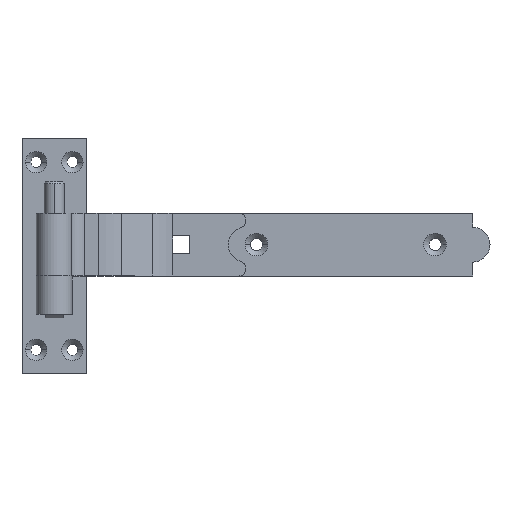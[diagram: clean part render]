
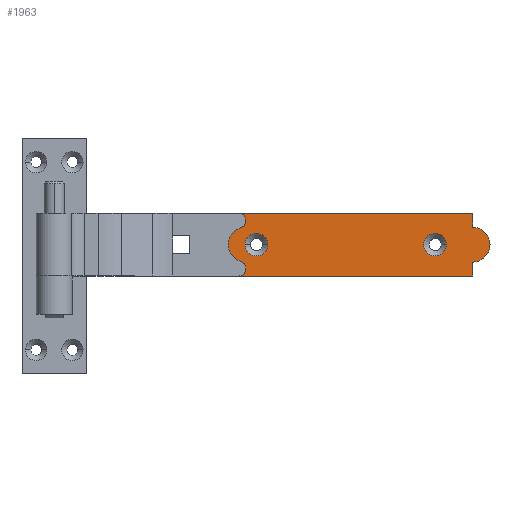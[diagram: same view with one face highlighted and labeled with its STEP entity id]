
A CAD part, top view. The second image highlights one B-rep face of the part: STEP entity #1963.
In plain terms, the highlighted planar face has unit normal (0, 0, 1).
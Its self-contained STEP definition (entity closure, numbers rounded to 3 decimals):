
#5 = ORIENTED_EDGE ( 'NONE', *, *, #2571, .T. ) ;
#75 = CARTESIAN_POINT ( 'NONE',  ( 67.856, 5., -21.25 ) ) ;
#87 = CARTESIAN_POINT ( 'NONE',  ( 116., 0., -21.25 ) ) ;
#91 = EDGE_CURVE ( 'NONE', #2826, #1233, #2850, .T. ) ;
#97 = CARTESIAN_POINT ( 'NONE',  ( 67.856, 18., -21.25 ) ) ;
#103 = VECTOR ( 'NONE', #700, 1000. ) ;
#124 = LINE ( 'NONE', #675, #852 ) ;
#125 = LINE ( 'NONE', #2048, #103 ) ;
#141 = EDGE_CURVE ( 'NONE', #2899, #1506, #2637, .T. ) ;
#154 = LINE ( 'NONE', #694, #1094 ) ;
#167 = AXIS2_PLACEMENT_3D ( 'NONE', #1632, #2731, #2969 ) ;
#206 = DIRECTION ( 'NONE',  ( 0., 0., 1. ) ) ;
#242 = CARTESIAN_POINT ( 'NONE',  ( 77.856, 5., -21.25 ) ) ;
#243 = VERTEX_POINT ( 'NONE', #2942 ) ;
#254 = LINE ( 'NONE', #1387, #3109 ) ;
#394 = VECTOR ( 'NONE', #1720, 1000. ) ;
#410 = DIRECTION ( 'NONE',  ( 0., 1., 0. ) ) ;
#501 = VERTEX_POINT ( 'NONE', #2242 ) ;
#502 = EDGE_CURVE ( 'NONE', #3221, #1959, #1193, .T. ) ;
#514 = LINE ( 'NONE', #3018, #1430 ) ;
#534 = DIRECTION ( 'NONE',  ( 0., -1., 0. ) ) ;
#625 = CARTESIAN_POINT ( 'NONE',  ( 0., -18., -21.25 ) ) ;
#663 = DIRECTION ( 'NONE',  ( -1., 0., 0. ) ) ;
#675 = CARTESIAN_POINT ( 'NONE',  ( 0., 18., -21.25 ) ) ;
#681 = CIRCLE ( 'NONE', #797, 10. ) ;
#686 = EDGE_CURVE ( 'NONE', #3462, #2848, #2616, .T. ) ;
#692 = ORIENTED_EDGE ( 'NONE', *, *, #2160, .T. ) ;
#694 = CARTESIAN_POINT ( 'NONE',  ( 0., -5., -21.25 ) ) ;
#700 = DIRECTION ( 'NONE',  ( -1., 0., 0. ) ) ;
#733 = EDGE_CURVE ( 'NONE', #2848, #1116, #125, .T. ) ;
#747 = DIRECTION ( 'NONE',  ( 1., 0., 0. ) ) ;
#788 = EDGE_LOOP ( 'NONE', ( #948, #2245, #2460, #5, #692, #1700, #2189, #2912, #2443, #2174, #2961 ) ) ;
#797 = AXIS2_PLACEMENT_3D ( 'NONE', #2298, #1173, #2575 ) ;
#815 = CARTESIAN_POINT ( 'NONE',  ( 240., -18., -21.25 ) ) ;
#816 = VERTEX_POINT ( 'NONE', #1567 ) ;
#823 = DIRECTION ( 'NONE',  ( 0., 0., -1. ) ) ;
#851 = EDGE_LOOP ( 'NONE', ( #3172, #1868 ) ) ;
#852 = VECTOR ( 'NONE', #1759, 1000. ) ;
#855 = DIRECTION ( 'NONE',  ( 0., 0., 1. ) ) ;
#865 = CARTESIAN_POINT ( 'NONE',  ( 77.856, -5., -21.25 ) ) ;
#902 = LINE ( 'NONE', #1402, #394 ) ;
#919 = VERTEX_POINT ( 'NONE', #2938 ) ;
#921 = DIRECTION ( 'NONE',  ( 0., 0., -1. ) ) ;
#948 = ORIENTED_EDGE ( 'NONE', *, *, #3163, .F. ) ;
#983 = CARTESIAN_POINT ( 'NONE',  ( 240., 18., -21.25 ) ) ;
#995 = VERTEX_POINT ( 'NONE', #97 ) ;
#1048 = FACE_BOUND ( 'NONE', #851, .T. ) ;
#1094 = VECTOR ( 'NONE', #747, 1000. ) ;
#1116 = VERTEX_POINT ( 'NONE', #75 ) ;
#1143 = VECTOR ( 'NONE', #663, 1000. ) ;
#1173 = DIRECTION ( 'NONE',  ( 0., 0., 1. ) ) ;
#1193 = CIRCLE ( 'NONE', #2386, 10. ) ;
#1233 = VERTEX_POINT ( 'NONE', #3434 ) ;
#1295 = LINE ( 'NONE', #2357, #2249 ) ;
#1304 = DIRECTION ( 'NONE',  ( 1., 0., 0. ) ) ;
#1338 = EDGE_LOOP ( 'NONE', ( #1549, #2288 ) ) ;
#1363 = EDGE_CURVE ( 'NONE', #501, #919, #2102, .T. ) ;
#1386 = EDGE_CURVE ( 'NONE', #1959, #2667, #514, .T. ) ;
#1387 = CARTESIAN_POINT ( 'NONE',  ( 67.856, 18., -21.25 ) ) ;
#1402 = CARTESIAN_POINT ( 'NONE',  ( 67.856, 18., -21.25 ) ) ;
#1408 = CARTESIAN_POINT ( 'NONE',  ( 109.5, 0., -21.25 ) ) ;
#1430 = VECTOR ( 'NONE', #3055, 1000. ) ;
#1434 = DIRECTION ( 'NONE',  ( 1., 0., 0. ) ) ;
#1438 = AXIS2_PLACEMENT_3D ( 'NONE', #87, #921, #1472 ) ;
#1472 = DIRECTION ( 'NONE',  ( 1., 0., 0. ) ) ;
#1506 = VERTEX_POINT ( 'NONE', #2506 ) ;
#1549 = ORIENTED_EDGE ( 'NONE', *, *, #1363, .T. ) ;
#1567 = CARTESIAN_POINT ( 'NONE',  ( 67.856, -5., -21.25 ) ) ;
#1632 = CARTESIAN_POINT ( 'NONE',  ( 218.5, 0., -21.25 ) ) ;
#1643 = AXIS2_PLACEMENT_3D ( 'NONE', #2935, #206, #1304 ) ;
#1661 = CIRCLE ( 'NONE', #2702, 6.5 ) ;
#1700 = ORIENTED_EDGE ( 'NONE', *, *, #502, .T. ) ;
#1720 = DIRECTION ( 'NONE',  ( 0., -1., 0. ) ) ;
#1759 = DIRECTION ( 'NONE',  ( -1., 0., 0. ) ) ;
#1775 = PLANE ( 'NONE',  #1643 ) ;
#1868 = ORIENTED_EDGE ( 'NONE', *, *, #141, .T. ) ;
#1875 = EDGE_CURVE ( 'NONE', #2667, #995, #124, .T. ) ;
#1906 = DIRECTION ( 'NONE',  ( 1., 0., 0. ) ) ;
#1959 = VERTEX_POINT ( 'NONE', #2096 ) ;
#1963 = ADVANCED_FACE ( 'NONE', ( #3205, #1048, #3440 ), #1775, .T. ) ;
#2048 = CARTESIAN_POINT ( 'NONE',  ( 0., 5., -21.25 ) ) ;
#2063 = CARTESIAN_POINT ( 'NONE',  ( 77.856, 18., -21.25 ) ) ;
#2089 = EDGE_CURVE ( 'NONE', #919, #501, #2861, .T. ) ;
#2096 = CARTESIAN_POINT ( 'NONE',  ( 240., 10., -21.25 ) ) ;
#2102 = CIRCLE ( 'NONE', #3492, 6.5 ) ;
#2127 = CARTESIAN_POINT ( 'NONE',  ( 116., 0., -21.25 ) ) ;
#2160 = EDGE_CURVE ( 'NONE', #243, #3221, #681, .T. ) ;
#2174 = ORIENTED_EDGE ( 'NONE', *, *, #733, .F. ) ;
#2189 = ORIENTED_EDGE ( 'NONE', *, *, #1386, .T. ) ;
#2201 = DIRECTION ( 'NONE',  ( 0., 0., -1. ) ) ;
#2242 = CARTESIAN_POINT ( 'NONE',  ( 225., 0., -21.25 ) ) ;
#2245 = ORIENTED_EDGE ( 'NONE', *, *, #3405, .T. ) ;
#2249 = VECTOR ( 'NONE', #2606, 1000. ) ;
#2288 = ORIENTED_EDGE ( 'NONE', *, *, #2089, .T. ) ;
#2298 = CARTESIAN_POINT ( 'NONE',  ( 240., 0., -21.25 ) ) ;
#2357 = CARTESIAN_POINT ( 'NONE',  ( 240., 0., -21.25 ) ) ;
#2386 = AXIS2_PLACEMENT_3D ( 'NONE', #3390, #855, #1434 ) ;
#2443 = ORIENTED_EDGE ( 'NONE', *, *, #3513, .T. ) ;
#2460 = ORIENTED_EDGE ( 'NONE', *, *, #91, .F. ) ;
#2506 = CARTESIAN_POINT ( 'NONE',  ( 122.5, 0., -21.25 ) ) ;
#2571 = EDGE_CURVE ( 'NONE', #2826, #243, #1295, .T. ) ;
#2575 = DIRECTION ( 'NONE',  ( 1., 0., 0. ) ) ;
#2606 = DIRECTION ( 'NONE',  ( 0., 1., 0. ) ) ;
#2616 = LINE ( 'NONE', #2063, #3027 ) ;
#2637 = CIRCLE ( 'NONE', #1438, 6.5 ) ;
#2667 = VERTEX_POINT ( 'NONE', #983 ) ;
#2702 = AXIS2_PLACEMENT_3D ( 'NONE', #2127, #2201, #3538 ) ;
#2731 = DIRECTION ( 'NONE',  ( 0., 0., -1. ) ) ;
#2826 = VERTEX_POINT ( 'NONE', #815 ) ;
#2848 = VERTEX_POINT ( 'NONE', #242 ) ;
#2850 = LINE ( 'NONE', #625, #1143 ) ;
#2861 = CIRCLE ( 'NONE', #167, 6.5 ) ;
#2899 = VERTEX_POINT ( 'NONE', #1408 ) ;
#2912 = ORIENTED_EDGE ( 'NONE', *, *, #1875, .T. ) ;
#2935 = CARTESIAN_POINT ( 'NONE',  ( 0., 18., -21.25 ) ) ;
#2938 = CARTESIAN_POINT ( 'NONE',  ( 212., 0., -21.25 ) ) ;
#2942 = CARTESIAN_POINT ( 'NONE',  ( 240., -10., -21.25 ) ) ;
#2961 = ORIENTED_EDGE ( 'NONE', *, *, #686, .F. ) ;
#2969 = DIRECTION ( 'NONE',  ( 1., 0., 0. ) ) ;
#3018 = CARTESIAN_POINT ( 'NONE',  ( 240., 0., -21.25 ) ) ;
#3027 = VECTOR ( 'NONE', #410, 1000. ) ;
#3038 = CARTESIAN_POINT ( 'NONE',  ( 218.5, 0., -21.25 ) ) ;
#3055 = DIRECTION ( 'NONE',  ( 0., 1., 0. ) ) ;
#3109 = VECTOR ( 'NONE', #534, 1000. ) ;
#3163 = EDGE_CURVE ( 'NONE', #816, #3462, #154, .T. ) ;
#3172 = ORIENTED_EDGE ( 'NONE', *, *, #3335, .T. ) ;
#3205 = FACE_BOUND ( 'NONE', #1338, .T. ) ;
#3220 = CARTESIAN_POINT ( 'NONE',  ( 250., 0., -21.25 ) ) ;
#3221 = VERTEX_POINT ( 'NONE', #3220 ) ;
#3335 = EDGE_CURVE ( 'NONE', #1506, #2899, #1661, .T. ) ;
#3390 = CARTESIAN_POINT ( 'NONE',  ( 240., 0., -21.25 ) ) ;
#3405 = EDGE_CURVE ( 'NONE', #816, #1233, #254, .T. ) ;
#3434 = CARTESIAN_POINT ( 'NONE',  ( 67.856, -18., -21.25 ) ) ;
#3440 = FACE_OUTER_BOUND ( 'NONE', #788, .T. ) ;
#3462 = VERTEX_POINT ( 'NONE', #865 ) ;
#3492 = AXIS2_PLACEMENT_3D ( 'NONE', #3038, #823, #1906 ) ;
#3513 = EDGE_CURVE ( 'NONE', #995, #1116, #902, .T. ) ;
#3538 = DIRECTION ( 'NONE',  ( 1., 0., 0. ) ) ;
